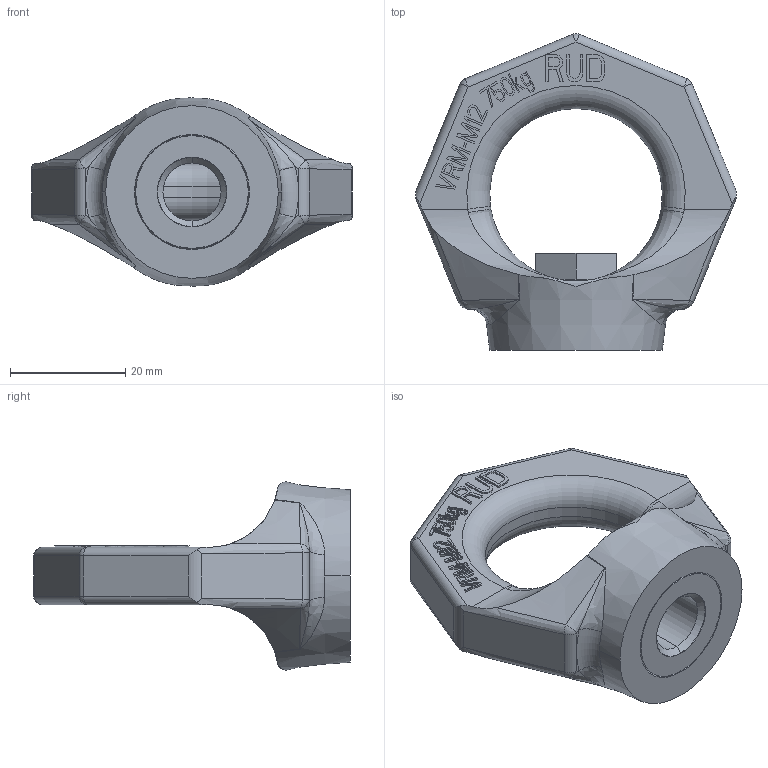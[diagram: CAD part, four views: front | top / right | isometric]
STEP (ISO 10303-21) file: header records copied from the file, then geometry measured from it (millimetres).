
FILE_DESCRIPTION((''),'2;1');
FILE_NAME('4VRM-M12','2005-01-21T',('jakubetz'),(''),'PRO/ENGINEER BY PARAMETRIC TECHNOLOGY CORPORATION, 2001400','PRO/ENGINEER BY PARAMETRIC TECHNOLOGY CORPORATION, 2001400','');
FILE_SCHEMA(('CONFIG_CONTROL_DESIGN'));
Length unit declared in the file: millimetre
Products named in the file (1): 4VRM-M12
Bounding box: 55.79 x 55.01 x 32.71 mm (x, y, z)
Volume: 21318.4 mm3; surface area: 9970.5 mm2
Topology: 2 solids, 3 shells, 479 faces, 1314 edges, 854 vertices
Faces by surface type: plane 381, cylinder 40, bspline 28, cone 12, sphere 10, torus 8
Entity records: 17122 total; most frequent: CARTESIAN_POINT 5205, ORIENTED_EDGE 2612, DIRECTION 2190, EDGE_CURVE 1310, VECTOR 1100, LINE 1100, VERTEX_POINT 854, AXIS2_PLACEMENT_3D 545
